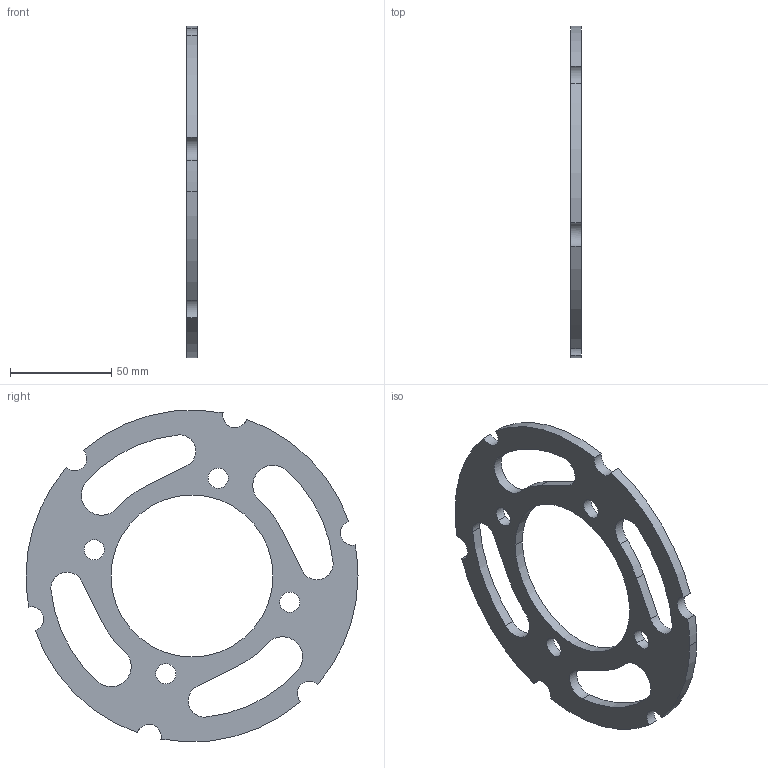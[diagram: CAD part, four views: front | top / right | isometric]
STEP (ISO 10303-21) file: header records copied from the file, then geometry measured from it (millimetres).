
FILE_DESCRIPTION(('CATIA V5 STEP Exchange'),'2;1');
FILE_NAME('WT_02002 (Brake Bell).stp','2021-11-15T16:17:52+00:00',('none'),('none'),'CATIA Version 5 Release 19 SP 2 (IN-10)','CATIA V5 STEP AP203','none');
FILE_SCHEMA(('CONFIG_CONTROL_DESIGN'));
Length unit declared in the file: millimetre
Products named in the file (1): WT_02002
Bounding box: 5 x 164 x 163.88 mm (x, y, z)
Volume: 54677.4 mm3; surface area: 29456.5 mm2
Topology: 1 solids, 1 shells, 48 faces, 149 edges, 104 vertices
Faces by surface type: cylinder 42, plane 6
Entity records: 1658 total; most frequent: ORIENTED_EDGE 298, CARTESIAN_POINT 289, DIRECTION 219, EDGE_CURVE 149, AXIS2_PLACEMENT_3D 131, VERTEX_POINT 103, CIRCLE 95, EDGE_LOOP 66
